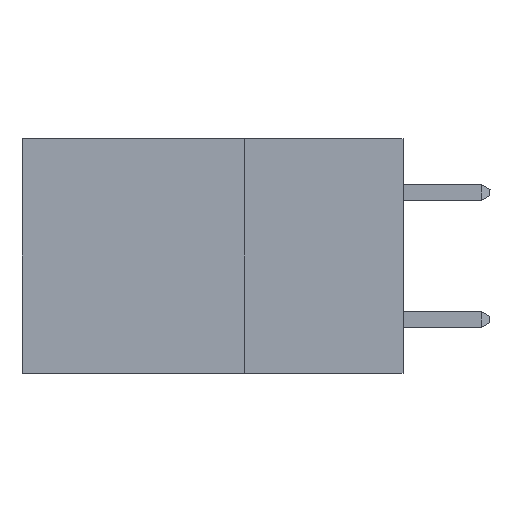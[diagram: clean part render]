
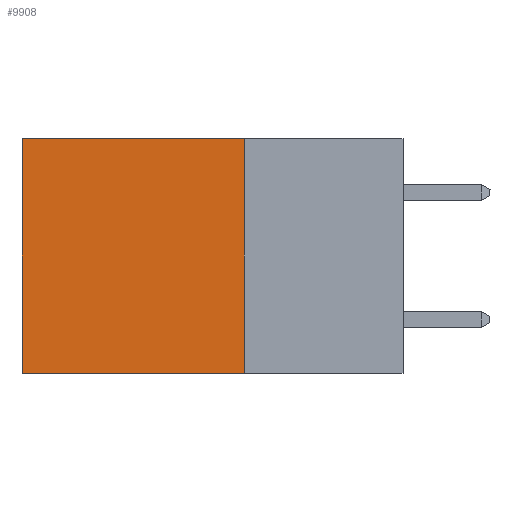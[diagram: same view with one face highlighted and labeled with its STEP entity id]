
A CAD part, left-side view. The second image highlights one B-rep face of the part: STEP entity #9908.
In plain terms, the highlighted planar face has unit normal (-1, 0, 0).
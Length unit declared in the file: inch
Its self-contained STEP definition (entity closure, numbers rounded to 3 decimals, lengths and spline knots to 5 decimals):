
#478 = VECTOR ( 'NONE', #12392, 39.37008 ) ;
#516 = AXIS2_PLACEMENT_3D ( 'NONE', #12551, #6969, #4129 ) ;
#740 = ORIENTED_EDGE ( 'NONE', *, *, #5540, .T. ) ;
#1772 = LINE ( 'NONE', #4098, #478 ) ;
#2910 = PLANE ( 'NONE',  #516 ) ;
#3014 = VERTEX_POINT ( 'NONE', #12952 ) ;
#3015 = EDGE_LOOP ( 'NONE', ( #740, #6693, #6476, #11415 ) ) ;
#4098 = CARTESIAN_POINT ( 'NONE',  ( 0.2875, 0.6, 0. ) ) ;
#4129 = DIRECTION ( 'NONE',  ( 0., 0., -1. ) ) ;
#4357 = EDGE_CURVE ( 'NONE', #3014, #17112, #8086, .T. ) ;
#5104 = LINE ( 'NONE', #16504, #15279 ) ;
#5540 = EDGE_CURVE ( 'NONE', #9095, #11122, #1772, .T. ) ;
#5923 = CARTESIAN_POINT ( 'NONE',  ( 0.2875, 0.6, 0. ) ) ;
#6349 = VECTOR ( 'NONE', #9607, 39.37008 ) ;
#6476 = ORIENTED_EDGE ( 'NONE', *, *, #4357, .F. ) ;
#6487 = CARTESIAN_POINT ( 'NONE',  ( 0.2875, 0.25, 0. ) ) ;
#6693 = ORIENTED_EDGE ( 'NONE', *, *, #14824, .F. ) ;
#6969 = DIRECTION ( 'NONE',  ( 1., 0., 0. ) ) ;
#8086 = LINE ( 'NONE', #6487, #12677 ) ;
#8224 = CARTESIAN_POINT ( 'NONE',  ( 0.2875, 0.25, -0.37 ) ) ;
#9095 = VERTEX_POINT ( 'NONE', #5923 ) ;
#9483 = CARTESIAN_POINT ( 'NONE',  ( 0.2875, 0.25, -0.37 ) ) ;
#9607 = DIRECTION ( 'NONE',  ( 0., 1., 0. ) ) ;
#9908 = ADVANCED_FACE ( 'NONE', ( #16186 ), #2910, .F. ) ;
#11122 = VERTEX_POINT ( 'NONE', #12841 ) ;
#11415 = ORIENTED_EDGE ( 'NONE', *, *, #13379, .T. ) ;
#12392 = DIRECTION ( 'NONE',  ( 0., 0., -1. ) ) ;
#12551 = CARTESIAN_POINT ( 'NONE',  ( 0.2875, 0.25, 0. ) ) ;
#12677 = VECTOR ( 'NONE', #14993, 39.37008 ) ;
#12841 = CARTESIAN_POINT ( 'NONE',  ( 0.2875, 0.6, -0.37 ) ) ;
#12952 = CARTESIAN_POINT ( 'NONE',  ( 0.2875, 0.25, 0. ) ) ;
#13379 = EDGE_CURVE ( 'NONE', #3014, #9095, #5104, .T. ) ;
#14824 = EDGE_CURVE ( 'NONE', #17112, #11122, #17813, .T. ) ;
#14993 = DIRECTION ( 'NONE',  ( 0., 0., -1. ) ) ;
#15279 = VECTOR ( 'NONE', #17888, 39.37008 ) ;
#16186 = FACE_OUTER_BOUND ( 'NONE', #3015, .T. ) ;
#16504 = CARTESIAN_POINT ( 'NONE',  ( 0.2875, 0.25, 0. ) ) ;
#17112 = VERTEX_POINT ( 'NONE', #9483 ) ;
#17813 = LINE ( 'NONE', #8224, #6349 ) ;
#17888 = DIRECTION ( 'NONE',  ( 0., 1., 0. ) ) ;
